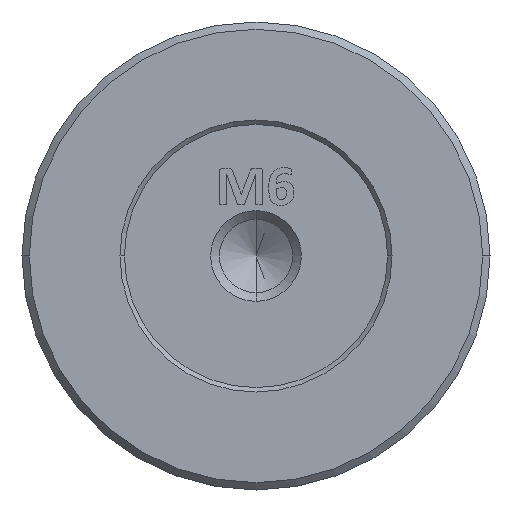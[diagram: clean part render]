
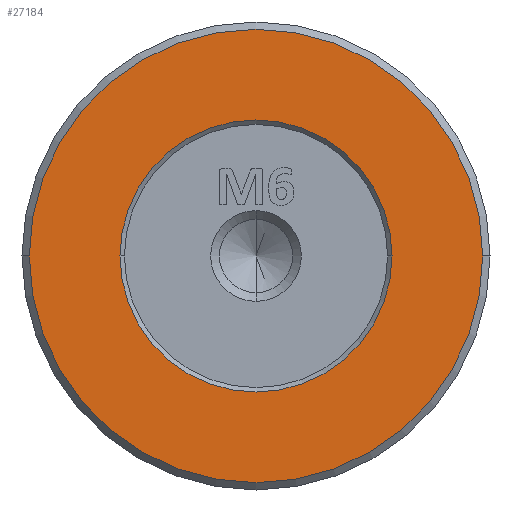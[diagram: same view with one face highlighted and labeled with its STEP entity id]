
A CAD part, left-side view. The second image highlights one B-rep face of the part: STEP entity #27184.
In plain terms, the highlighted planar face has unit normal (-1, 0, 0).
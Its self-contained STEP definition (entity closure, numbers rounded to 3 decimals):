
#229 = FACE_OUTER_BOUND ( 'NONE', #8596, .T. ) ;
#242 = EDGE_LOOP ( 'NONE', ( #24028, #28472 ) ) ;
#1027 = CIRCLE ( 'NONE', #17562, 15.5 ) ;
#1836 = DIRECTION ( 'NONE',  ( 0., -1., 0. ) ) ;
#2351 = CARTESIAN_POINT ( 'NONE',  ( -20.537, 18.976, 13.025 ) ) ;
#2405 = DIRECTION ( 'NONE',  ( 0., -1., 0. ) ) ;
#3374 = CARTESIAN_POINT ( 'NONE',  ( -20.537, -12.024, 13.025 ) ) ;
#3742 = CARTESIAN_POINT ( 'NONE',  ( -20.537, -5.824, 13.025 ) ) ;
#3898 = VERTEX_POINT ( 'NONE', #2351 ) ;
#4167 = CARTESIAN_POINT ( 'NONE',  ( -20.537, 3.476, 13.025 ) ) ;
#5630 = CIRCLE ( 'NONE', #21695, 9.3 ) ;
#5989 = EDGE_CURVE ( 'NONE', #13021, #28432, #8804, .T. ) ;
#6267 = PLANE ( 'NONE',  #6289 ) ;
#6289 = AXIS2_PLACEMENT_3D ( 'NONE', #8552, #12898, #17191 ) ;
#6333 = DIRECTION ( 'NONE',  ( -1., 0., 0. ) ) ;
#7038 = VERTEX_POINT ( 'NONE', #3374 ) ;
#8301 = AXIS2_PLACEMENT_3D ( 'NONE', #14802, #21562, #1836 ) ;
#8552 = CARTESIAN_POINT ( 'NONE',  ( -20.537, 3.476, 13.025 ) ) ;
#8596 = EDGE_LOOP ( 'NONE', ( #13089, #26775 ) ) ;
#8804 = CIRCLE ( 'NONE', #24937, 9.3 ) ;
#11181 = DIRECTION ( 'NONE',  ( 1., 0., 0. ) ) ;
#12898 = DIRECTION ( 'NONE',  ( -1., 0., 0. ) ) ;
#12963 = DIRECTION ( 'NONE',  ( 0., -1., 0. ) ) ;
#13021 = VERTEX_POINT ( 'NONE', #3742 ) ;
#13089 = ORIENTED_EDGE ( 'NONE', *, *, #23492, .T. ) ;
#14802 = CARTESIAN_POINT ( 'NONE',  ( -20.537, 3.476, 13.025 ) ) ;
#17191 = DIRECTION ( 'NONE',  ( 0., 1., 0. ) ) ;
#17273 = DIRECTION ( 'NONE',  ( 1., 0., 0. ) ) ;
#17562 = AXIS2_PLACEMENT_3D ( 'NONE', #4167, #6333, #12963 ) ;
#19761 = CARTESIAN_POINT ( 'NONE',  ( -20.537, 12.776, 13.025 ) ) ;
#20162 = DIRECTION ( 'NONE',  ( 0., -1., 0. ) ) ;
#20351 = EDGE_CURVE ( 'NONE', #7038, #3898, #1027, .T. ) ;
#20352 = CIRCLE ( 'NONE', #8301, 15.5 ) ;
#21269 = EDGE_CURVE ( 'NONE', #28432, #13021, #5630, .T. ) ;
#21520 = FACE_BOUND ( 'NONE', #242, .T. ) ;
#21553 = CARTESIAN_POINT ( 'NONE',  ( -20.537, 3.476, 13.025 ) ) ;
#21562 = DIRECTION ( 'NONE',  ( -1., 0., 0. ) ) ;
#21695 = AXIS2_PLACEMENT_3D ( 'NONE', #21553, #11181, #2405 ) ;
#23492 = EDGE_CURVE ( 'NONE', #3898, #7038, #20352, .T. ) ;
#23780 = CARTESIAN_POINT ( 'NONE',  ( -20.537, 3.476, 13.025 ) ) ;
#24028 = ORIENTED_EDGE ( 'NONE', *, *, #5989, .T. ) ;
#24937 = AXIS2_PLACEMENT_3D ( 'NONE', #23780, #17273, #20162 ) ;
#26775 = ORIENTED_EDGE ( 'NONE', *, *, #20351, .T. ) ;
#27184 = ADVANCED_FACE ( 'NONE', ( #21520, #229 ), #6267, .T. ) ;
#28432 = VERTEX_POINT ( 'NONE', #19761 ) ;
#28472 = ORIENTED_EDGE ( 'NONE', *, *, #21269, .T. ) ;
